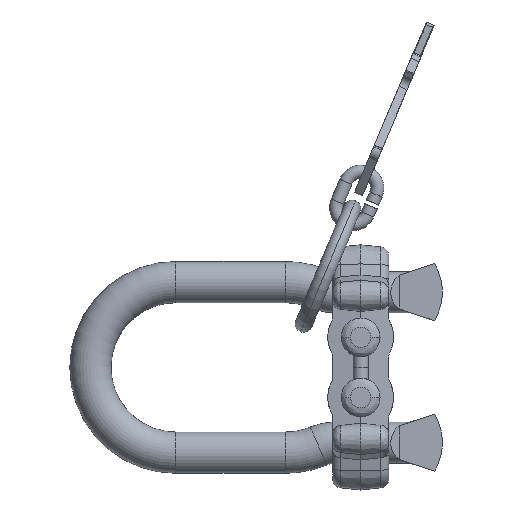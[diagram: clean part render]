
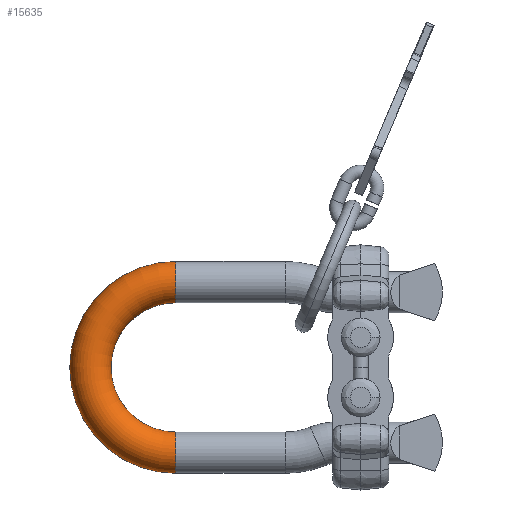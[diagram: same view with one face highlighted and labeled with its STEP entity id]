
A CAD part, left-side view. The second image highlights one B-rep face of the part: STEP entity #15635.
In plain terms, the highlighted toroidal (fillet/blend) face has major radius 19.825 mm and minor radius 4.8 mm.
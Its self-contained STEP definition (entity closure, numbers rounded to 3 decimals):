
#15129=CARTESIAN_POINT('',(-19.825,62.,0.));
#15130=DIRECTION('',(0.,-1.,0.));
#15131=DIRECTION('',(1.,0.,0.));
#15132=AXIS2_PLACEMENT_3D('',#15129,#15130,#15131);
#15134=CARTESIAN_POINT('',(19.825,62.,0.));
#15135=DIRECTION('',(0.,1.,0.));
#15136=DIRECTION('',(-1.,0.,0.));
#15137=AXIS2_PLACEMENT_3D('',#15134,#15135,#15136);
#15139=CARTESIAN_POINT('',(0.,62.,0.));
#15140=DIRECTION('',(0.,0.,1.));
#15141=DIRECTION('',(1.,0.,0.));
#15142=AXIS2_PLACEMENT_3D('',#15139,#15140,#15141);
#15149=CARTESIAN_POINT('',(0.,62.,0.));
#15150=DIRECTION('',(0.,0.,-1.));
#15151=DIRECTION('',(-1.,0.,0.));
#15152=AXIS2_PLACEMENT_3D('',#15149,#15150,#15151);
#15229=CARTESIAN_POINT('',(15.025,62.,0.));
#15230=CARTESIAN_POINT('',(24.625,62.,0.));
#15231=VERTEX_POINT('',#15229);
#15232=VERTEX_POINT('',#15230);
#15245=CARTESIAN_POINT('',(-15.025,62.,0.));
#15246=CARTESIAN_POINT('',(-24.625,62.,0.));
#15247=VERTEX_POINT('',#15245);
#15248=VERTEX_POINT('',#15246);
#15621=CARTESIAN_POINT('',(0.,62.,0.));
#15622=DIRECTION('',(0.,0.,1.));
#15623=DIRECTION('',(-1.,0.,0.));
#15624=AXIS2_PLACEMENT_3D('',#15621,#15622,#15623);
#15625=TOROIDAL_SURFACE('',#15624,19.825,4.8);
#15627=ORIENTED_EDGE('',*,*,#15626,.F.);
#15629=ORIENTED_EDGE('',*,*,#15628,.T.);
#15631=ORIENTED_EDGE('',*,*,#15630,.F.);
#15632=ORIENTED_EDGE('',*,*,#15615,.F.);
#15633=EDGE_LOOP('',(#15627,#15629,#15631,#15632));
#15634=FACE_OUTER_BOUND('',#15633,.F.);
#15635=ADVANCED_FACE('',(#15634),#15625,.T.);
#15133=CIRCLE('',#15132,4.8);
#15138=CIRCLE('',#15137,4.8);
#15143=CIRCLE('',#15142,24.625);
#15153=CIRCLE('',#15152,15.025);
#15615=EDGE_CURVE('',#15231,#15232,#15138,.T.);
#15626=EDGE_CURVE('',#15247,#15231,#15153,.T.);
#15628=EDGE_CURVE('',#15247,#15248,#15133,.T.);
#15630=EDGE_CURVE('',#15232,#15248,#15143,.T.);
